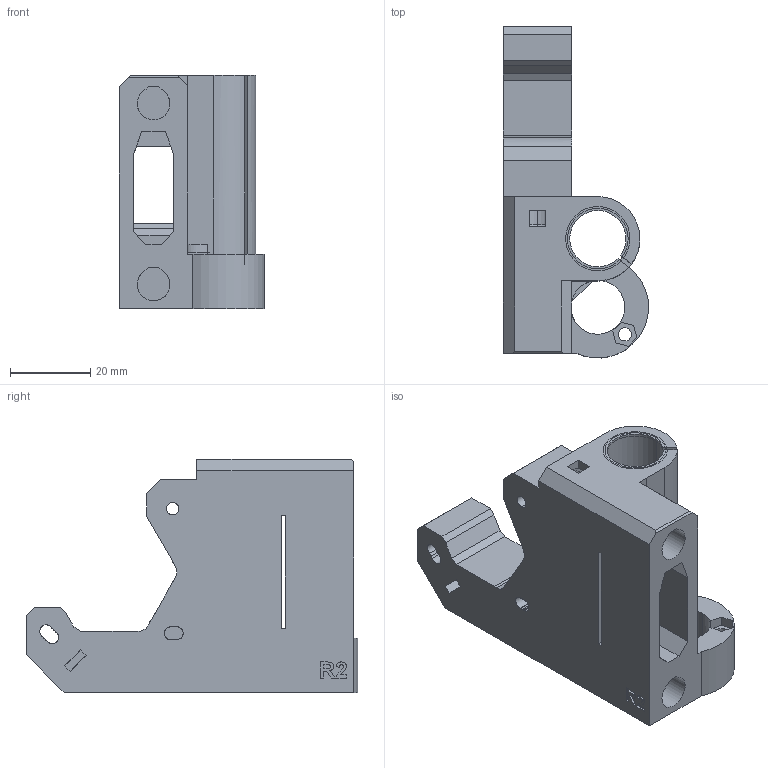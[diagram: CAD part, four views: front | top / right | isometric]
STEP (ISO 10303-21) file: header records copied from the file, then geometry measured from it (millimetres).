
FILE_DESCRIPTION (( 'STEP AP214' ), '1' );
FILE_NAME ('x-end-motor(R2).STEP', '2018-02-12T21:07:51', ( '' ), ( '' ), 'SwSTEP 2.0', 'SolidWorks 2017', '' );
FILE_SCHEMA (( 'AUTOMOTIVE_DESIGN' ));
Length unit declared in the file: millimetre
Products named in the file (1): x-end-motor(R2)
Bounding box: 36.12 x 82.59 x 58 mm (x, y, z)
Volume: 48733.3 mm3; surface area: 24876.7 mm2
Topology: 8 solids, 9 shells, 292 faces, 834 edges, 567 vertices
Faces by surface type: plane 167, cylinder 84, cone 25, bspline 16
Entity records: 15203 total; most frequent: CARTESIAN_POINT 4927, ORIENTED_EDGE 1668, DIRECTION 1275, EDGE_CURVE 834, VERTEX_POINT 567, LINE 501, VECTOR 501, AXIS2_PLACEMENT_3D 387
